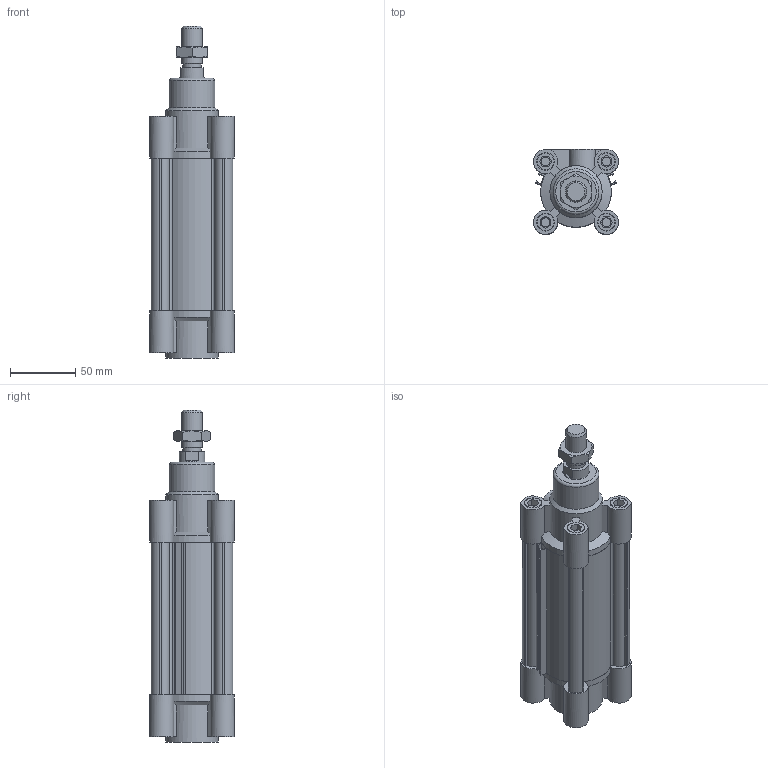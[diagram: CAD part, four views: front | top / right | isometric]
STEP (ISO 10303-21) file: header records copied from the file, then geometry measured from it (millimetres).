
FILE_DESCRIPTION((''),'2;1');
FILE_NAME('139#_50_0075_01.iam.stp','2012-01-28T08:00:01',(''),(''),'Autodesk Inventor 2012','Autodesk Inventor 2012','');
FILE_SCHEMA(('AUTOMOTIVE_DESIGN { 1 0 10303 214 1 1 1 1 }'));
Length unit declared in the file: millimetre
Products named in the file (6): 139#_50_0075_01; CPL050_004-75; CPL050-001-01; CPL050-002-01; CPL_50_0075; 1320_50_18F
Assembly tree (5 placements, depth 2):
  139#_50_0075_01
    CPL050_004-75
    CPL050-001-01
    CPL050-002-01
    CPL_50_0075
    1320_50_18F
Bounding box: 65 x 65 x 254 mm (x, y, z)
Volume: 415910.5 mm3; surface area: 144610.4 mm2
Topology: 5 solids, 5 shells, 314 faces, 782 edges, 518 vertices
Faces by surface type: plane 200, cylinder 89, cone 24, torus 1
Full cylindrical faces by diameter (mm): 6.75 x8, 7.4 x4, 10 x2, 11.6 x2, 13 x8, 13.5 x8, 14.5 x2, 16 x1, 19.5 x1, 20 x2, 35 x1, 40 x2, 50 x4
Entity records: 9332 total; most frequent: CARTESIAN_POINT 1727, DIRECTION 1530, ORIENTED_EDGE 1430, EDGE_CURVE 715, AXIS2_PLACEMENT_3D 542, VERTEX_POINT 503, VECTOR 446, LINE 446
